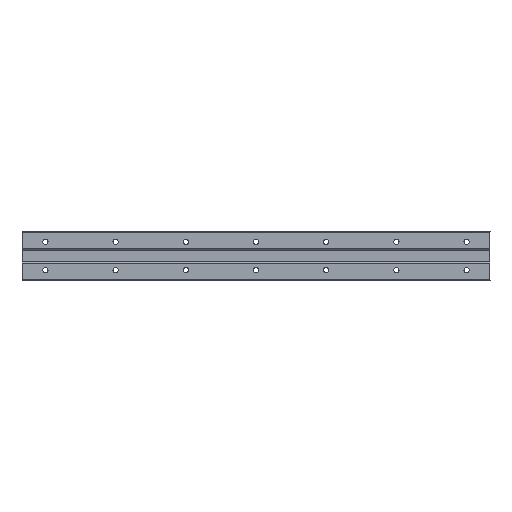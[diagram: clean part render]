
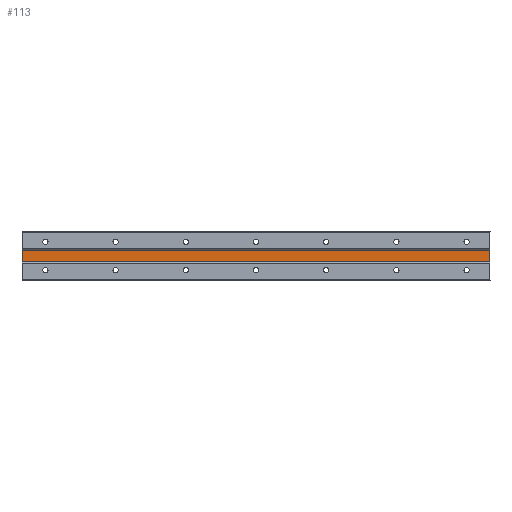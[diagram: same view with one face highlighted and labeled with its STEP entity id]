
A CAD part, front view. The second image highlights one B-rep face of the part: STEP entity #113.
In plain terms, the highlighted planar face has unit normal (0, -1, 0).
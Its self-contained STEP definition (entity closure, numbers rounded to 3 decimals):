
#8 = LINE ( 'NONE', #187, #815 ) ;
#32 = ORIENTED_EDGE ( 'NONE', *, *, #1162, .F. ) ;
#57 = DIRECTION ( 'NONE',  ( 1., 0., 0. ) ) ;
#113 = ADVANCED_FACE ( 'NONE', ( #1859 ), #2882, .F. ) ;
#168 = CARTESIAN_POINT ( 'NONE',  ( 380., 1., 20.827 ) ) ;
#187 = CARTESIAN_POINT ( 'NONE',  ( -20., 1., 20.827 ) ) ;
#431 = VERTEX_POINT ( 'NONE', #2356 ) ;
#487 = VERTEX_POINT ( 'NONE', #1558 ) ;
#512 = EDGE_CURVE ( 'NONE', #1890, #2478, #2642, .T. ) ;
#562 = CARTESIAN_POINT ( 'NONE',  ( 380., 1., -5. ) ) ;
#619 = ORIENTED_EDGE ( 'NONE', *, *, #2572, .F. ) ;
#767 = LINE ( 'NONE', #2354, #1533 ) ;
#815 = VECTOR ( 'NONE', #2759, 1000. ) ;
#1016 = DIRECTION ( 'NONE',  ( 1., 0., 0. ) ) ;
#1083 = CARTESIAN_POINT ( 'NONE',  ( 380., 1., -5. ) ) ;
#1162 = EDGE_CURVE ( 'NONE', #487, #431, #767, .T. ) ;
#1416 = VECTOR ( 'NONE', #1716, 1000. ) ;
#1504 = LINE ( 'NONE', #168, #1416 ) ;
#1531 = ORIENTED_EDGE ( 'NONE', *, *, #512, .T. ) ;
#1533 = VECTOR ( 'NONE', #1016, 1000. ) ;
#1558 = CARTESIAN_POINT ( 'NONE',  ( -20., 1., 5. ) ) ;
#1571 = EDGE_CURVE ( 'NONE', #487, #1890, #8, .T. ) ;
#1594 = CARTESIAN_POINT ( 'NONE',  ( 380., 1., 5. ) ) ;
#1716 = DIRECTION ( 'NONE',  ( 0., 0., -1. ) ) ;
#1859 = FACE_OUTER_BOUND ( 'NONE', #2687, .T. ) ;
#1890 = VERTEX_POINT ( 'NONE', #2065 ) ;
#2065 = CARTESIAN_POINT ( 'NONE',  ( -20., 1., -5. ) ) ;
#2354 = CARTESIAN_POINT ( 'NONE',  ( 380., 1., 5. ) ) ;
#2356 = CARTESIAN_POINT ( 'NONE',  ( 380., 1., 5. ) ) ;
#2388 = DIRECTION ( 'NONE',  ( 0., 1., 0. ) ) ;
#2478 = VERTEX_POINT ( 'NONE', #562 ) ;
#2572 = EDGE_CURVE ( 'NONE', #431, #2478, #1504, .T. ) ;
#2608 = ORIENTED_EDGE ( 'NONE', *, *, #1571, .T. ) ;
#2632 = DIRECTION ( 'NONE',  ( 0., 0., 1. ) ) ;
#2642 = LINE ( 'NONE', #1083, #2689 ) ;
#2687 = EDGE_LOOP ( 'NONE', ( #1531, #619, #32, #2608 ) ) ;
#2689 = VECTOR ( 'NONE', #57, 1000. ) ;
#2759 = DIRECTION ( 'NONE',  ( 0., 0., -1. ) ) ;
#2844 = AXIS2_PLACEMENT_3D ( 'NONE', #1594, #2388, #2632 ) ;
#2882 = PLANE ( 'NONE',  #2844 ) ;
